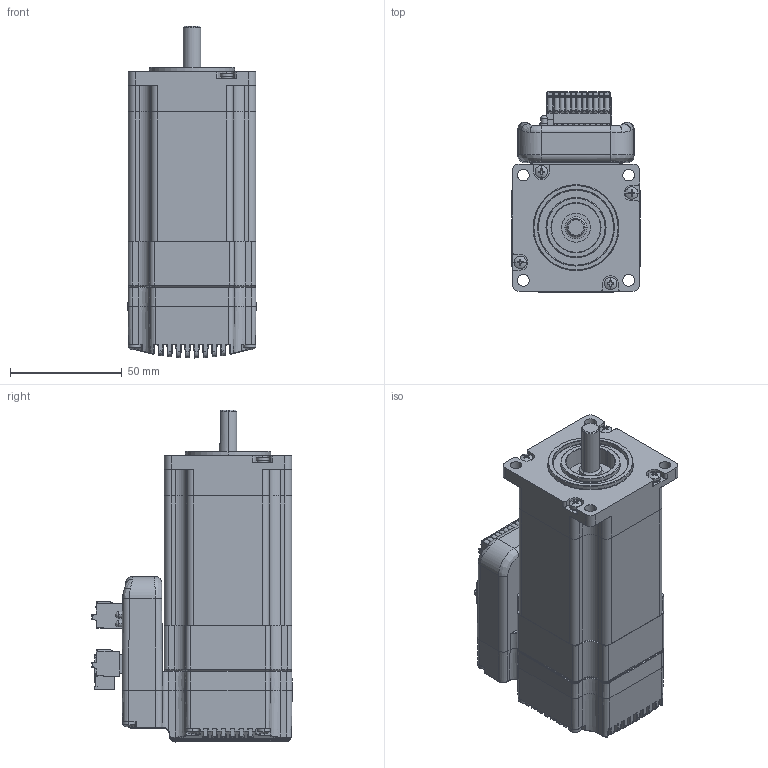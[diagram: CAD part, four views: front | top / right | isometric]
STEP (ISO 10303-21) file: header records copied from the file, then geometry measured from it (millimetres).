
FILE_DESCRIPTION (( 'STEP AP203' ), '1' );
FILE_NAME ('iHSV57-30-14-36-21-38.STEP', '2020-05-25T08:27:25', ( 'USER-' ), ( 'MS' ), 'SwSTEP 2.0', 'SolidWorks 2018', '' );
FILE_SCHEMA (( 'CONFIG_CONTROL_DESIGN' ));
Products named in the file (7): 57一体化下盖20.5mmx宽38mm; 57x18x37一体化上盖8x20.5扁轴7.5x15法兰38.1x2; iHSV57一体化后盖31.68x52x68.05(第二款接头）; cross recessed pan head screws gb_GB_CROSS_SCREWS_TYPE1 M3X6-6  H type-N; spring lock washers--normal type gb_GB_FASTENER_WASHER_SW 3; iHSV57-30-14-36-21-38; 57珨极趙儂旯58mmx遵38mm
Assembly tree (18 placements, depth 2):
  iHSV57-30-14-36-21-38
    57珨极趙儂旯58mmx遵38mm
    57一体化下盖20.5mmx宽38mm
    57x18x37一体化上盖8x20.5扁轴7.5x15法兰38.1x2
    iHSV57一体化后盖31.68x52x68.05(第二款接头）
    cross recessed pan head screws gb_GB_CROSS_SCREWS_TYPE1 M3X6-6  H type-N  x10
    spring lock washers--normal type gb_GB_FASTENER_WASHER_SW 3  x4
Bounding box: 57.4 x 89.75 x 148.68 mm (x, y, z)
Volume: 342199.5 mm3; surface area: 98798.3 mm2
Topology: 18 solids, 61 shells, 3775 faces, 10140 edges, 6602 vertices
Faces by surface type: plane 2449, cylinder 964, bspline 161, cone 102, sphere 52, torus 47
Entity records: 125700 total; most frequent: CARTESIAN_POINT 37964, ORIENTED_EDGE 18912, DIRECTION 16677, EDGE_CURVE 9456, LINE 6657, VECTOR 6657, VERTEX_POINT 6150, AXIS2_PLACEMENT_3D 5010
